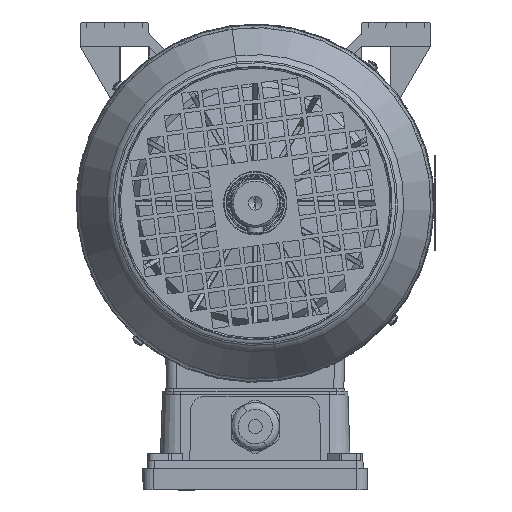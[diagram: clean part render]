
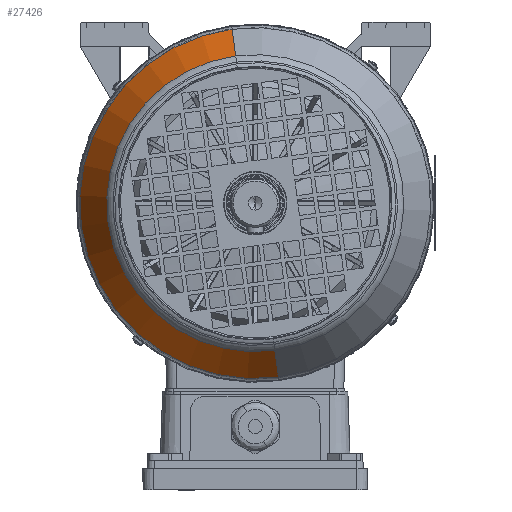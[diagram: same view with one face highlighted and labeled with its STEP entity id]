
A CAD part, left-side view. The second image highlights one B-rep face of the part: STEP entity #27426.
In plain terms, the highlighted conical face has half-angle 29.846 degrees and reference radius 71 mm.
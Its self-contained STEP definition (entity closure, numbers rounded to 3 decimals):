
#2766 = CONICAL_SURFACE ( 'NONE', #32411, 71., 0.521 ) ;
#9269 = DIRECTION ( 'NONE',  ( 0., 0., 1. ) ) ;
#9448 = EDGE_CURVE ( 'NONE', #70056, #119019, #103601, .T. ) ;
#20915 = EDGE_CURVE ( 'NONE', #30834, #90342, #70296, .T. ) ;
#27426 = ADVANCED_FACE ( 'NONE', ( #39772 ), #2766, .T. ) ;
#28312 = DIRECTION ( 'NONE',  ( 0., 0., -1. ) ) ;
#30834 = VERTEX_POINT ( 'NONE', #64677 ) ;
#32411 = AXIS2_PLACEMENT_3D ( 'NONE', #78901, #101339, #9269 ) ;
#34925 = CARTESIAN_POINT ( 'NONE',  ( 47.812, 0., -87.174 ) ) ;
#36878 = ORIENTED_EDGE ( 'NONE', *, *, #9448, .F. ) ;
#37823 = DIRECTION ( 'NONE',  ( -0.867, 0., -0.498 ) ) ;
#39772 = FACE_OUTER_BOUND ( 'NONE', #115349, .T. ) ;
#41990 = EDGE_CURVE ( 'NONE', #90342, #119019, #61763, .T. ) ;
#48446 = CIRCLE ( 'NONE', #122485, 73.778 ) ;
#61763 = CIRCLE ( 'NONE', #125158, 87.174 ) ;
#64677 = CARTESIAN_POINT ( 'NONE',  ( 71.158, 0., -73.778 ) ) ;
#70056 = VERTEX_POINT ( 'NONE', #72701 ) ;
#70296 = LINE ( 'NONE', #100037, #87421 ) ;
#72535 = CARTESIAN_POINT ( 'NONE',  ( 76., 0., 71. ) ) ;
#72701 = CARTESIAN_POINT ( 'NONE',  ( 71.158, 0., 73.778 ) ) ;
#73866 = EDGE_CURVE ( 'NONE', #70056, #30834, #48446, .T. ) ;
#78901 = CARTESIAN_POINT ( 'NONE',  ( 76., 0., 0. ) ) ;
#86880 = CARTESIAN_POINT ( 'NONE',  ( 47.812, 0., 87.174 ) ) ;
#87421 = VECTOR ( 'NONE', #37823, 1000. ) ;
#90342 = VERTEX_POINT ( 'NONE', #34925 ) ;
#93621 = ORIENTED_EDGE ( 'NONE', *, *, #20915, .T. ) ;
#97534 = DIRECTION ( 'NONE',  ( 0., 0., -1. ) ) ;
#100037 = CARTESIAN_POINT ( 'NONE',  ( 76., 0., -71. ) ) ;
#101339 = DIRECTION ( 'NONE',  ( -1., 0., 0. ) ) ;
#103601 = LINE ( 'NONE', #72535, #109254 ) ;
#109254 = VECTOR ( 'NONE', #124129, 1000. ) ;
#110843 = ORIENTED_EDGE ( 'NONE', *, *, #41990, .T. ) ;
#115349 = EDGE_LOOP ( 'NONE', ( #127558, #93621, #110843, #36878 ) ) ;
#117692 = DIRECTION ( 'NONE',  ( 1., 0., 0. ) ) ;
#119019 = VERTEX_POINT ( 'NONE', #86880 ) ;
#122485 = AXIS2_PLACEMENT_3D ( 'NONE', #126030, #126700, #97534 ) ;
#124129 = DIRECTION ( 'NONE',  ( -0.867, 0., 0.498 ) ) ;
#125158 = AXIS2_PLACEMENT_3D ( 'NONE', #129670, #117692, #28312 ) ;
#126030 = CARTESIAN_POINT ( 'NONE',  ( 71.158, 0., 0. ) ) ;
#126700 = DIRECTION ( 'NONE',  ( -1., 0., 0. ) ) ;
#127558 = ORIENTED_EDGE ( 'NONE', *, *, #73866, .T. ) ;
#129670 = CARTESIAN_POINT ( 'NONE',  ( 47.812, 0., 0. ) ) ;
